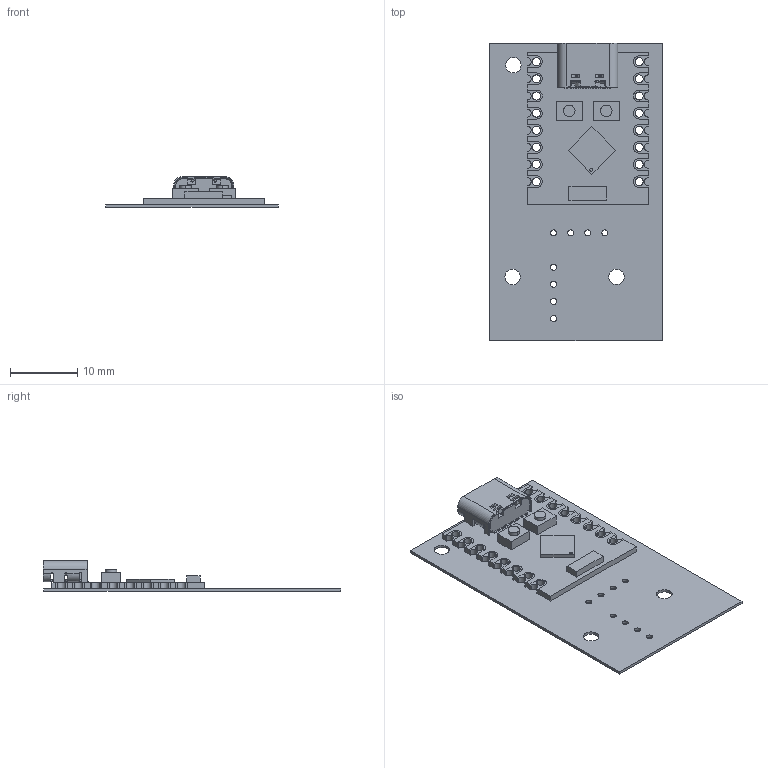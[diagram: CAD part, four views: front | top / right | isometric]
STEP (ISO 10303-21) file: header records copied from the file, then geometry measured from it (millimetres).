
FILE_DESCRIPTION(('Open CASCADE Model'),'2;1');
FILE_NAME('Open CASCADE Shape Model','2025-06-04T10:02:10',('Author'),( 'Open CASCADE'),'Open CASCADE STEP processor 6.8','Open CASCADE 6.8' ,'Unknown');
FILE_SCHEMA(('AUTOMOTIVE_DESIGN { 1 0 10303 214 1 1 1 1 }'));
Length unit declared in the file: millimetre
Products named in the file (8): PCB; Board; Open CASCADE STEP translator 6.8 1.1.1; ESP32; 6137132864; Board_c3mini; USB_C; components_(other)^ESP32-C3_SuperMini
Assembly tree (7 placements, depth 4):
  PCB
    Board
      Open CASCADE STEP translator 6.8 1.1.1
    ESP32
      6137132864
        Board_c3mini
        USB_C
        components_(other)^ESP32-C3_SuperMini
Bounding box: 25.6 x 44.15 x 4.57 mm (x, y, z)
Volume: 947.5 mm3; surface area: 3971.1 mm2
Topology: 26 solids, 26 shells, 971 faces, 2726 edges, 1784 vertices
Faces by surface type: plane 657, cylinder 297, cone 13, bspline 4
Full cylindrical faces by diameter (mm): 0.9 x8, 1.27 x16, 2.3 x3
Entity records: 33132 total; most frequent: CARTESIAN_POINT 6283, ORIENTED_EDGE 5452, DIRECTION 5139, EDGE_CURVE 2726, LINE 2019, VECTOR 2019, VERTEX_POINT 1784, AXIS2_PLACEMENT_3D 1560
